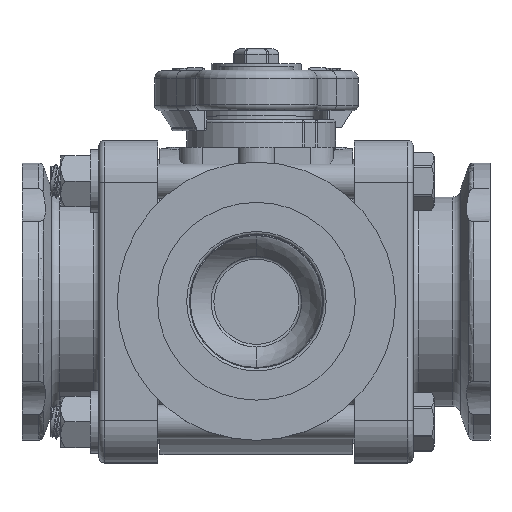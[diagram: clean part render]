
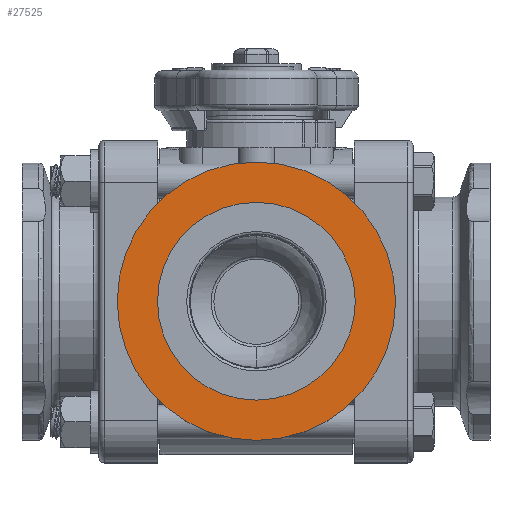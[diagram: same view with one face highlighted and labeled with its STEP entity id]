
A CAD part, top view. The second image highlights one B-rep face of the part: STEP entity #27525.
In plain terms, the highlighted planar face has unit normal (0, 0, 1).
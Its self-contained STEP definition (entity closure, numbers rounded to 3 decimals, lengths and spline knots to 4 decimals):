
#1511=FACE_BOUND('',#4465,.T.);
#1784=PLANE('',#29810);
#2814=FACE_OUTER_BOUND('',#4464,.T.);
#4464=EDGE_LOOP('',(#19905));
#4465=EDGE_LOOP('',(#19906));
#11192=CIRCLE('',#29713,1.537);
#11254=CIRCLE('',#29809,1.0925);
#12202=VERTEX_POINT('',#40499);
#12239=VERTEX_POINT('',#41475);
#15065=EDGE_CURVE('',#12202,#12202,#11192,.T.);
#15158=EDGE_CURVE('',#12239,#12239,#11254,.T.);
#19905=ORIENTED_EDGE('',*,*,#15065,.T.);
#19906=ORIENTED_EDGE('',*,*,#15158,.F.);
#27525=ADVANCED_FACE('',(#2814,#1511),#1784,.T.);
#29713=AXIS2_PLACEMENT_3D('',#40500,#32560,#32561);
#29809=AXIS2_PLACEMENT_3D('',#41476,#32764,#32765);
#29810=AXIS2_PLACEMENT_3D('',#41478,#32767,#32768);
#32560=DIRECTION('center_axis',(0.,0.,1.));
#32561=DIRECTION('ref_axis',(1.,0.,0.));
#32764=DIRECTION('center_axis',(0.,0.,1.));
#32765=DIRECTION('ref_axis',(1.,0.,0.));
#32767=DIRECTION('center_axis',(0.,0.,1.));
#32768=DIRECTION('ref_axis',(1.,0.,0.));
#40499=CARTESIAN_POINT('',(0.,-1.537,2.945));
#40500=CARTESIAN_POINT('Origin',(0.,0.,2.945));
#41475=CARTESIAN_POINT('',(0.,-1.0925,2.945));
#41476=CARTESIAN_POINT('Origin',(0.,0.,2.945));
#41478=CARTESIAN_POINT('Origin',(0.,1.0925,2.945));
